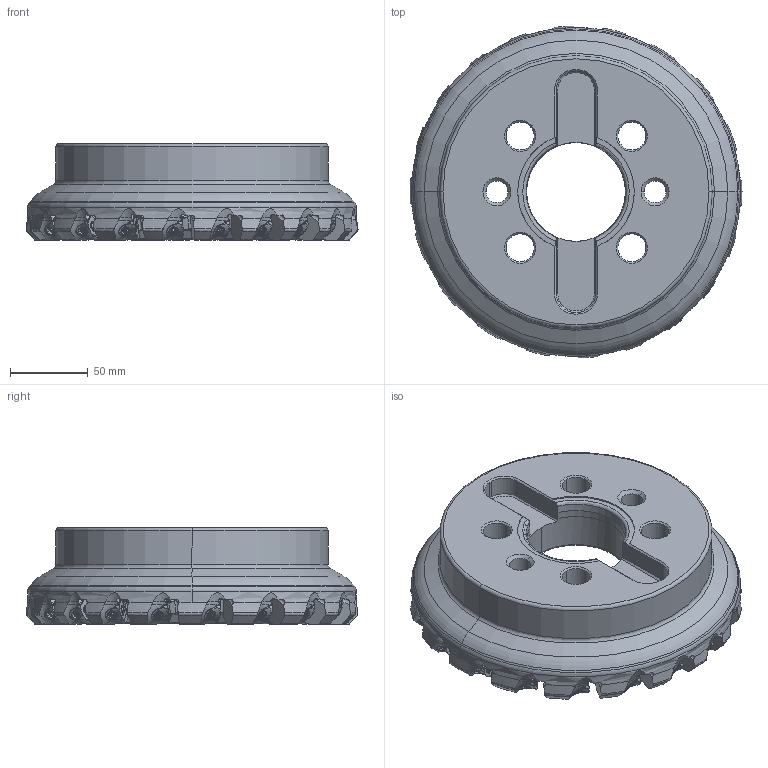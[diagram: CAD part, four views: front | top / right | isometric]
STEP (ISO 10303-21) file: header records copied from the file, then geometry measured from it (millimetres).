
FILE_DESCRIPTION(/* description */ (''),/* implementation_level */ '2;1');
FILE_NAME(/* name */ 'AHX640WR0820M.stp',/* time_stamp */ '2018-01-09T17:38:01+09:00',/* author */ (''),/* organization */ (''),/* preprocessor_version */ 'ST-DEVELOPER v16',/* originating_system */ 'SIEMENS PLM Software NX 10.0',/* authorisation */ '');
FILE_SCHEMA (('AUTOMOTIVE_DESIGN { 1 0 10303 214 3 1 1 1 }'));
Length unit declared in the file: millimetre
Products named in the file (1): AHX640WR0820M_ASM
Bounding box: 213.36 x 213.34 x 62.33 mm (x, y, z)
Volume: 1069426.3 mm3; surface area: 164226.8 mm2
Topology: 41 solids, 41 shells, 3091 faces, 8452 edges, 5344 vertices
Faces by surface type: cylinder 1148, plane 787, cone 600, torus 436, sphere 120
Entity records: 120390 total; most frequent: CARTESIAN_POINT 43083, ORIENTED_EDGE 16584, DIRECTION 15908, EDGE_CURVE 8292, AXIS2_PLACEMENT_3D 6597, VERTEX_POINT 5344, EDGE_LOOP 3206, ADVANCED_FACE 3091
